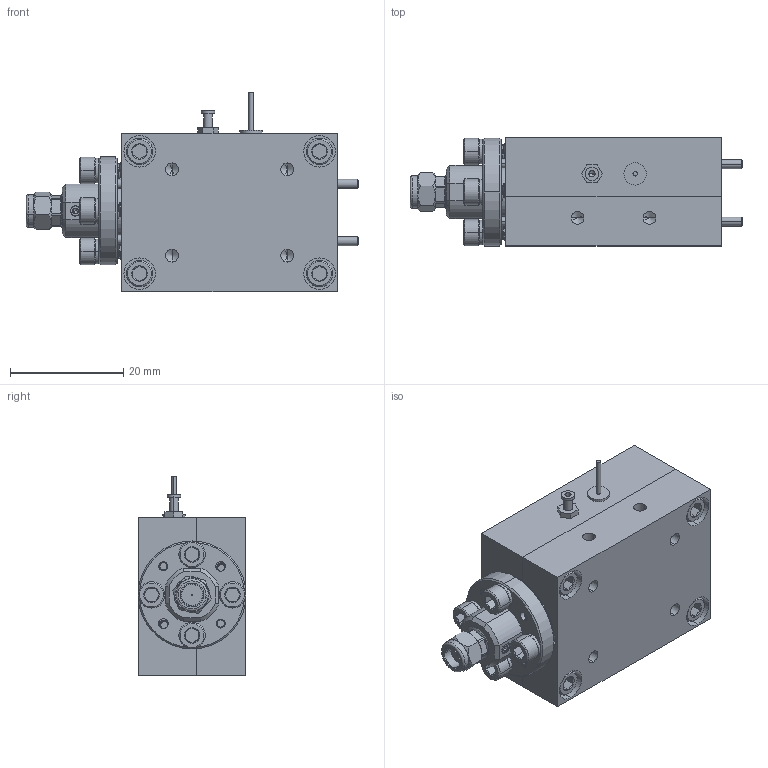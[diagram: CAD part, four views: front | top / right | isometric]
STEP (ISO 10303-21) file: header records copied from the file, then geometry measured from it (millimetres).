
FILE_DESCRIPTION (( 'STEP AP203' ), '1' );
FILE_NAME ('SBL-7531143550-101F-E1-WC.STEP', '2019-10-02T22:04:32', ( '' ), ( '' ), 'SwSTEP 2.0', 'SolidWorks 2016', '' );
FILE_SCHEMA (( 'CONFIG_CONTROL_DESIGN' ));
Products named in the file (1): SBL-7531143550-101F-E1-WC
Bounding box: 58.6 x 19.06 x 35.18 mm (x, y, z)
Volume: 21246.4 mm3; surface area: 14353.2 mm2
Topology: 31 solids, 31 shells, 1636 faces, 4212 edges, 2621 vertices
Faces by surface type: cylinder 893, cone 376, plane 333, bspline 32, torus 2
Entity records: 68235 total; most frequent: CARTESIAN_POINT 32405, ORIENTED_EDGE 8224, DIRECTION 6808, EDGE_CURVE 4112, VERTEX_POINT 2621, AXIS2_PLACEMENT_3D 2582, EDGE_LOOP 1757, LINE 1644
